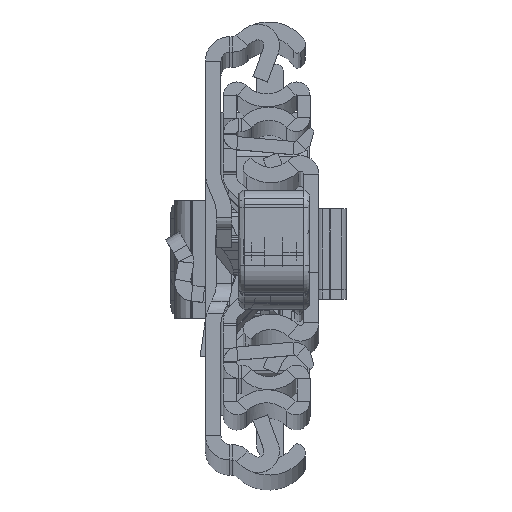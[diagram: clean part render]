
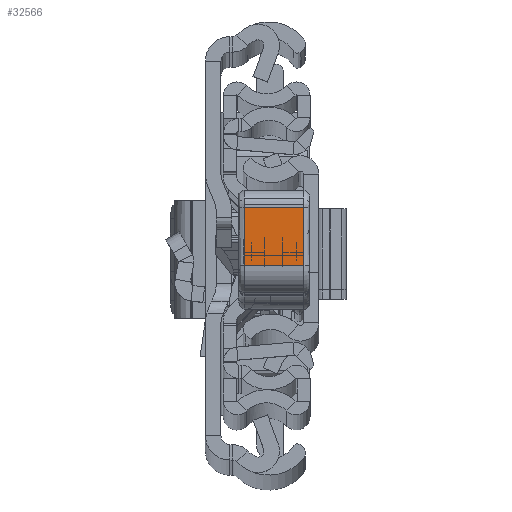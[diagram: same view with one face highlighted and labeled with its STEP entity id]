
A CAD part, top view. The second image highlights one B-rep face of the part: STEP entity #32566.
In plain terms, the highlighted face is planar.
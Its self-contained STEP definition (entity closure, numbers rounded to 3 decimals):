
#717 = FACE_OUTER_BOUND ( 'NONE', #17337, .T. ) ;
#1318 = LINE ( 'NONE', #13009, #9170 ) ;
#1988 = VERTEX_POINT ( 'NONE', #29926 ) ;
#3608 = VERTEX_POINT ( 'NONE', #21899 ) ;
#3999 = VECTOR ( 'NONE', #31222, 1000. ) ;
#5242 = LINE ( 'NONE', #27588, #3999 ) ;
#6372 = VECTOR ( 'NONE', #12674, 1000. ) ;
#7806 = LINE ( 'NONE', #19540, #6372 ) ;
#7968 = ORIENTED_EDGE ( 'NONE', *, *, #15219, .F. ) ;
#8245 = EDGE_CURVE ( 'NONE', #29342, #3608, #7806, .T. ) ;
#8279 = LINE ( 'NONE', #29053, #11426 ) ;
#9170 = VECTOR ( 'NONE', #24772, 1000. ) ;
#11426 = VECTOR ( 'NONE', #14790, 1000. ) ;
#12391 = DIRECTION ( 'NONE',  ( -0.027, -1., 0. ) ) ;
#12674 = DIRECTION ( 'NONE',  ( -0.027, -1., 0. ) ) ;
#13009 = CARTESIAN_POINT ( 'NONE',  ( 39.55, -12.274, -11. ) ) ;
#13067 = CARTESIAN_POINT ( 'NONE',  ( 39.55, -12.274, 0. ) ) ;
#14790 = DIRECTION ( 'NONE',  ( 0.027, 1., 0. ) ) ;
#15219 = EDGE_CURVE ( 'NONE', #26955, #1988, #8279, .T. ) ;
#17337 = EDGE_LOOP ( 'NONE', ( #37104, #19030, #33568, #7968 ) ) ;
#19030 = ORIENTED_EDGE ( 'NONE', *, *, #8245, .F. ) ;
#19540 = CARTESIAN_POINT ( 'NONE',  ( 39.55, -12.274, -10. ) ) ;
#21899 = CARTESIAN_POINT ( 'NONE',  ( 39.55, -12.274, -10. ) ) ;
#24045 = EDGE_CURVE ( 'NONE', #1988, #29342, #5242, .T. ) ;
#24772 = DIRECTION ( 'NONE',  ( 0., 0., 1. ) ) ;
#26955 = VERTEX_POINT ( 'NONE', #13067 ) ;
#26975 = CARTESIAN_POINT ( 'NONE',  ( 39.818, -2.465, -10. ) ) ;
#27418 = CARTESIAN_POINT ( 'NONE',  ( 39.55, -12.274, -11. ) ) ;
#27588 = CARTESIAN_POINT ( 'NONE',  ( 39.818, -2.465, -11. ) ) ;
#28714 = AXIS2_PLACEMENT_3D ( 'NONE', #27418, #36482, #12391 ) ;
#28724 = EDGE_CURVE ( 'NONE', #3608, #26955, #1318, .T. ) ;
#29053 = CARTESIAN_POINT ( 'NONE',  ( 39.55, -12.274, 0. ) ) ;
#29342 = VERTEX_POINT ( 'NONE', #26975 ) ;
#29926 = CARTESIAN_POINT ( 'NONE',  ( 39.818, -2.465, 0. ) ) ;
#31222 = DIRECTION ( 'NONE',  ( 0., 0., -1. ) ) ;
#32566 = ADVANCED_FACE ( 'NONE', ( #717 ), #35912, .F. ) ;
#33568 = ORIENTED_EDGE ( 'NONE', *, *, #24045, .F. ) ;
#35912 = PLANE ( 'NONE',  #28714 ) ;
#36482 = DIRECTION ( 'NONE',  ( -1., 0.027, 0. ) ) ;
#37104 = ORIENTED_EDGE ( 'NONE', *, *, #28724, .F. ) ;
